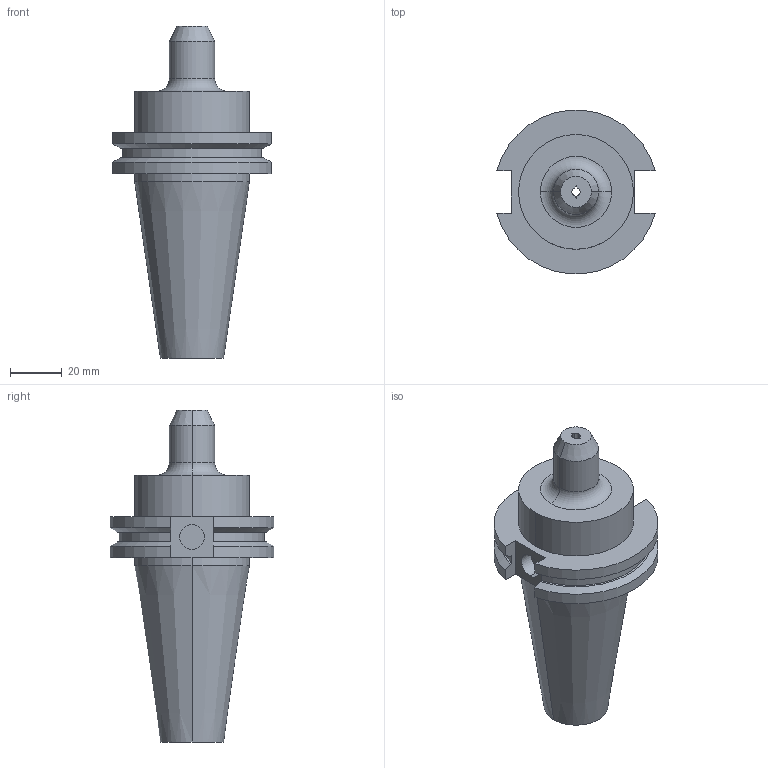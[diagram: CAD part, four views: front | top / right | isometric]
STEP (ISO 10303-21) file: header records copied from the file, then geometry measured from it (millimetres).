
FILE_DESCRIPTION (( 'STEP AP203' ), '1' );
FILE_NAME ('STP-5031-S35-A08-238-AA-2(SATE-22907B).STEP', '2022-10-28T05:54:46', ( '' ), ( '' ), 'SwSTEP 2.0', 'SolidWorks 2017', '' );
FILE_SCHEMA (( 'CONFIG_CONTROL_DESIGN' ));
Length unit declared in the file: millimetre
Products named in the file (1): STP-5031-S35-A08-238-AA-2(SATE-22907B)
Bounding box: 61.35 x 63.26 x 128.57 mm (x, y, z)
Volume: 129325.1 mm3; surface area: 24907.9 mm2
Topology: 1 solids, 1 shells, 60 faces, 143 edges, 92 vertices
Faces by surface type: cylinder 25, plane 23, cone 10, torus 2
Entity records: 1838 total; most frequent: CARTESIAN_POINT 320, DIRECTION 319, ORIENTED_EDGE 286, EDGE_CURVE 143, AXIS2_PLACEMENT_3D 123, VERTEX_POINT 92, LINE 73, VECTOR 73
